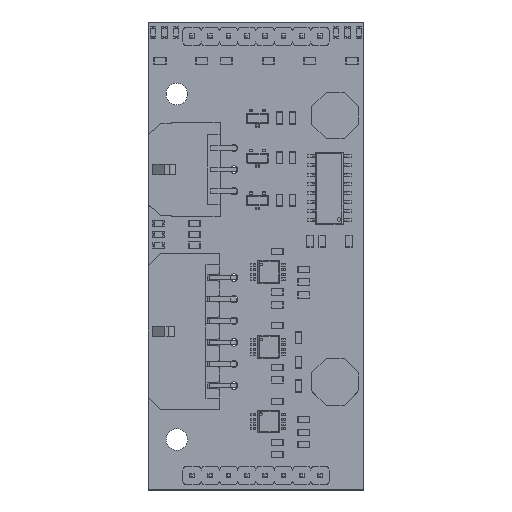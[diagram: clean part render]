
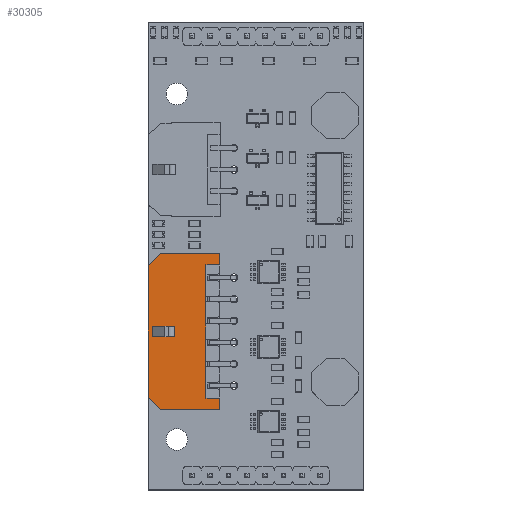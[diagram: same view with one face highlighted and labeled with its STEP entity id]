
A CAD part, top view. The second image highlights one B-rep face of the part: STEP entity #30305.
In plain terms, the highlighted face is planar.
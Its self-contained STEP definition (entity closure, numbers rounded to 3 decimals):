
#29413 = VERTEX_POINT('',#29414);
#29414 = CARTESIAN_POINT('',(-9.125,-9.9,-3.43));
#29422 = VERTEX_POINT('',#29423);
#29423 = CARTESIAN_POINT('',(9.125,-9.9,-3.43));
#29429 = EDGE_CURVE('',#29413,#29422,#29430,.T.);
#29430 = LINE('',#29431,#29432);
#29431 = CARTESIAN_POINT('',(-9.125,-9.9,-3.43));
#29432 = VECTOR('',#29433,1.);
#29433 = DIRECTION('',(1.,0.,0.));
#29973 = EDGE_CURVE('',#29413,#29974,#29976,.T.);
#29974 = VERTEX_POINT('',#29975);
#29975 = CARTESIAN_POINT('',(-10.825,-8.2,-3.43));
#29976 = LINE('',#29977,#29978);
#29977 = CARTESIAN_POINT('',(-9.125,-9.9,-3.43));
#29978 = VECTOR('',#29979,1.);
#29979 = DIRECTION('',(-0.707,0.707,0.));
#30142 = EDGE_CURVE('',#29974,#30143,#30145,.T.);
#30143 = VERTEX_POINT('',#30144);
#30144 = CARTESIAN_POINT('',(-10.825,0.,-3.43));
#30145 = LINE('',#30146,#30147);
#30146 = CARTESIAN_POINT('',(-10.825,-8.2,-3.43));
#30147 = VECTOR('',#30148,1.);
#30148 = DIRECTION('',(0.,1.,0.));
#30305 = ADVANCED_FACE('',(#30306,#30365),#30399,.F.);
#30306 = FACE_BOUND('',#30307,.F.);
#30307 = EDGE_LOOP('',(#30308,#30316,#30324,#30332,#30340,#30348,#30356,
    #30362,#30363,#30364));
#30308 = ORIENTED_EDGE('',*,*,#30309,.F.);
#30309 = EDGE_CURVE('',#30310,#29422,#30312,.T.);
#30310 = VERTEX_POINT('',#30311);
#30311 = CARTESIAN_POINT('',(10.825,-8.2,-3.43));
#30312 = LINE('',#30313,#30314);
#30313 = CARTESIAN_POINT('',(10.825,-8.2,-3.43));
#30314 = VECTOR('',#30315,1.);
#30315 = DIRECTION('',(-0.707,-0.707,0.));
#30316 = ORIENTED_EDGE('',*,*,#30317,.F.);
#30317 = EDGE_CURVE('',#30318,#30310,#30320,.T.);
#30318 = VERTEX_POINT('',#30319);
#30319 = CARTESIAN_POINT('',(10.825,0.,-3.43));
#30320 = LINE('',#30321,#30322);
#30321 = CARTESIAN_POINT('',(10.825,0.,-3.43));
#30322 = VECTOR('',#30323,1.);
#30323 = DIRECTION('',(0.,-1.,0.));
#30324 = ORIENTED_EDGE('',*,*,#30325,.F.);
#30325 = EDGE_CURVE('',#30326,#30318,#30328,.T.);
#30326 = VERTEX_POINT('',#30327);
#30327 = CARTESIAN_POINT('',(9.245,0.,-3.43));
#30328 = LINE('',#30329,#30330);
#30329 = CARTESIAN_POINT('',(9.245,0.,-3.43));
#30330 = VECTOR('',#30331,1.);
#30331 = DIRECTION('',(1.,0.,0.));
#30332 = ORIENTED_EDGE('',*,*,#30333,.T.);
#30333 = EDGE_CURVE('',#30326,#30334,#30336,.T.);
#30334 = VERTEX_POINT('',#30335);
#30335 = CARTESIAN_POINT('',(9.245,-1.9,-3.43));
#30336 = LINE('',#30337,#30338);
#30337 = CARTESIAN_POINT('',(9.245,0.,-3.43));
#30338 = VECTOR('',#30339,1.);
#30339 = DIRECTION('',(0.,-1.,0.));
#30340 = ORIENTED_EDGE('',*,*,#30341,.T.);
#30341 = EDGE_CURVE('',#30334,#30342,#30344,.T.);
#30342 = VERTEX_POINT('',#30343);
#30343 = CARTESIAN_POINT('',(-9.245,-1.9,-3.43));
#30344 = LINE('',#30345,#30346);
#30345 = CARTESIAN_POINT('',(9.245,-1.9,-3.43));
#30346 = VECTOR('',#30347,1.);
#30347 = DIRECTION('',(-1.,0.,0.));
#30348 = ORIENTED_EDGE('',*,*,#30349,.T.);
#30349 = EDGE_CURVE('',#30342,#30350,#30352,.T.);
#30350 = VERTEX_POINT('',#30351);
#30351 = CARTESIAN_POINT('',(-9.245,0.,-3.43));
#30352 = LINE('',#30353,#30354);
#30353 = CARTESIAN_POINT('',(-9.245,-1.9,-3.43));
#30354 = VECTOR('',#30355,1.);
#30355 = DIRECTION('',(0.,1.,0.));
#30356 = ORIENTED_EDGE('',*,*,#30357,.F.);
#30357 = EDGE_CURVE('',#30143,#30350,#30358,.T.);
#30358 = LINE('',#30359,#30360);
#30359 = CARTESIAN_POINT('',(-10.825,0.,-3.43));
#30360 = VECTOR('',#30361,1.);
#30361 = DIRECTION('',(1.,0.,0.));
#30362 = ORIENTED_EDGE('',*,*,#30142,.F.);
#30363 = ORIENTED_EDGE('',*,*,#29973,.F.);
#30364 = ORIENTED_EDGE('',*,*,#29429,.T.);
#30365 = FACE_BOUND('',#30366,.F.);
#30366 = EDGE_LOOP('',(#30367,#30377,#30385,#30393));
#30367 = ORIENTED_EDGE('',*,*,#30368,.T.);
#30368 = EDGE_CURVE('',#30369,#30371,#30373,.T.);
#30369 = VERTEX_POINT('',#30370);
#30370 = CARTESIAN_POINT('',(0.7,-9.3,-3.43));
#30371 = VERTEX_POINT('',#30372);
#30372 = CARTESIAN_POINT('',(-0.7,-9.3,-3.43));
#30373 = LINE('',#30374,#30375);
#30374 = CARTESIAN_POINT('',(0.7,-9.3,-3.43));
#30375 = VECTOR('',#30376,1.);
#30376 = DIRECTION('',(-1.,0.,0.));
#30377 = ORIENTED_EDGE('',*,*,#30378,.T.);
#30378 = EDGE_CURVE('',#30371,#30379,#30381,.T.);
#30379 = VERTEX_POINT('',#30380);
#30380 = CARTESIAN_POINT('',(-0.7,-6.3,-3.43));
#30381 = LINE('',#30382,#30383);
#30382 = CARTESIAN_POINT('',(-0.7,-9.3,-3.43));
#30383 = VECTOR('',#30384,1.);
#30384 = DIRECTION('',(0.,1.,0.));
#30385 = ORIENTED_EDGE('',*,*,#30386,.T.);
#30386 = EDGE_CURVE('',#30379,#30387,#30389,.T.);
#30387 = VERTEX_POINT('',#30388);
#30388 = CARTESIAN_POINT('',(0.7,-6.3,-3.43));
#30389 = LINE('',#30390,#30391);
#30390 = CARTESIAN_POINT('',(-0.7,-6.3,-3.43));
#30391 = VECTOR('',#30392,1.);
#30392 = DIRECTION('',(1.,0.,0.));
#30393 = ORIENTED_EDGE('',*,*,#30394,.T.);
#30394 = EDGE_CURVE('',#30387,#30369,#30395,.T.);
#30395 = LINE('',#30396,#30397);
#30396 = CARTESIAN_POINT('',(0.7,-6.3,-3.43));
#30397 = VECTOR('',#30398,1.);
#30398 = DIRECTION('',(0.,-1.,0.));
#30399 = PLANE('',#30400);
#30400 = AXIS2_PLACEMENT_3D('',#30401,#30402,#30403);
#30401 = CARTESIAN_POINT('',(0.,-4.95,-3.43));
#30402 = DIRECTION('',(0.,0.,1.));
#30403 = DIRECTION('',(-1.,0.,0.));
